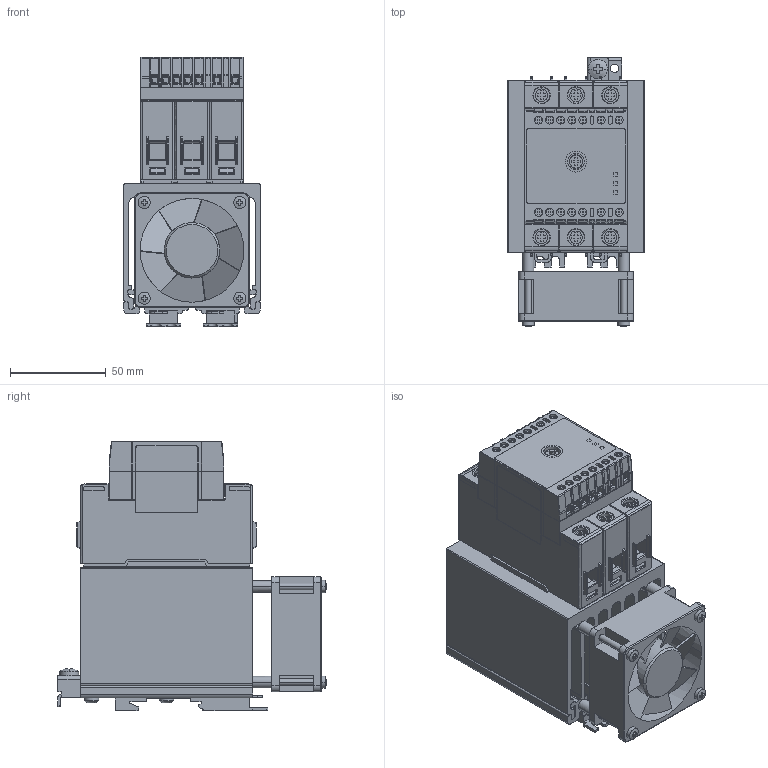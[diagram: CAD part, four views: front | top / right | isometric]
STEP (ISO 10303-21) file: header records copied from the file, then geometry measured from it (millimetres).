
FILE_DESCRIPTION((''),'2;1');
FILE_NAME('CGI0996-03.stp','2018-11-07T11:36:43',(''),(''),'Mechanical Desktop 2011','Mechanical Desktop 2011',', , ');
FILE_SCHEMA(('AUTOMOTIVE_DESIGN { 1 2 10303 214 1 1 1 1 }'));
Length unit declared in the file: millimetre
Products named in the file (2): Product; CGI0996-03
Bounding box: 71.3 x 140.57 x 140.7 mm (x, y, z)
Volume: 520641.1 mm3; surface area: 186527.9 mm2
Topology: 2 solids, 5 shells, 3112 faces, 8569 edges, 5557 vertices
Faces by surface type: bspline 1317, plane 1052, cylinder 662, sphere 29, cone 28, torus 24
Entity records: 123640 total; most frequent: CARTESIAN_POINT 47338, ORIENTED_EDGE 17060, DIRECTION 14342, EDGE_CURVE 8530, VERTEX_POINT 5559, VECTOR 5340, LINE 5340, AXIS2_PLACEMENT_3D 4501
